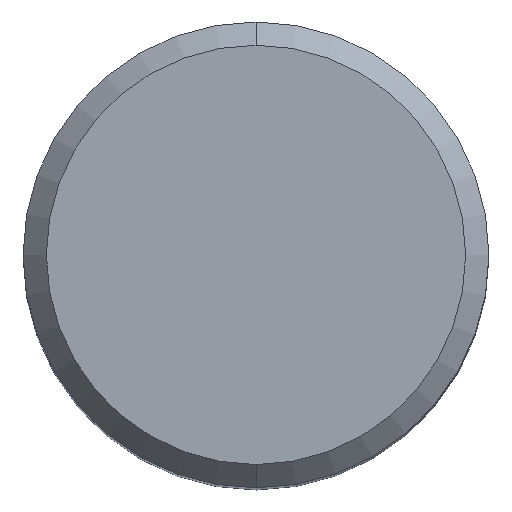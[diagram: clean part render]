
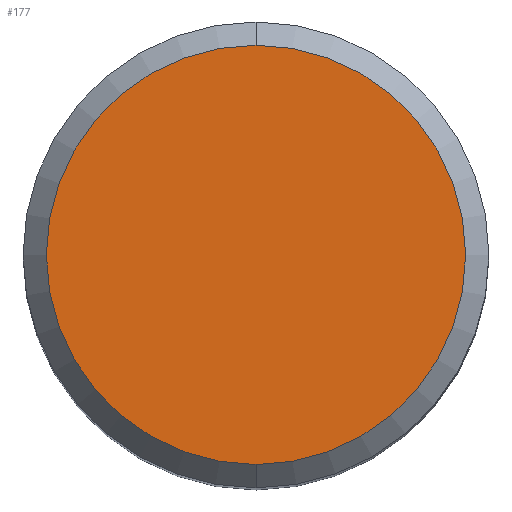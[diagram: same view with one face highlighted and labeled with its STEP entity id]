
A CAD part, top view. The second image highlights one B-rep face of the part: STEP entity #177.
In plain terms, the highlighted planar face has unit normal (0, 0, 1).
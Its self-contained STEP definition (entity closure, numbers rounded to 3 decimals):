
#177=ADVANCED_FACE('',(#476),#477,.T.);
#267=EDGE_CURVE('',#323,#295,#576,.T.);
#295=VERTEX_POINT('',#608);
#323=VERTEX_POINT('',#642);
#333=EDGE_CURVE('',#295,#323,#652,.T.);
#476=FACE_OUTER_BOUND('',#825,.T.);
#477=PLANE('',#826);
#576=CIRCLE('',#1112,7.2);
#608=CARTESIAN_POINT('',(0.,-7.2,0.0));
#642=CARTESIAN_POINT('',(0.0,7.2,0.0));
#652=CIRCLE('',#1250,7.2);
#825=EDGE_LOOP('',(#1477,#1478));
#826=AXIS2_PLACEMENT_3D('',#1479,#1480,#1481);
#1112=AXIS2_PLACEMENT_3D('',#1583,#1584,#1585);
#1250=AXIS2_PLACEMENT_3D('',#1697,#1698,#1699);
#1477=ORIENTED_EDGE('',*,*,#267,.F.);
#1478=ORIENTED_EDGE('',*,*,#333,.F.);
#1479=CARTESIAN_POINT('',(0.0,3.6,0.0));
#1480=DIRECTION('',(-0.0,0.0,1.0));
#1481=DIRECTION('',(0.0,-1.0,0.0));
#1583=CARTESIAN_POINT('',(0.0,0.0,0.0));
#1584=DIRECTION('',(0.0,0.0,-1.0));
#1585=DIRECTION('',(0.0,1.0,0.0));
#1697=CARTESIAN_POINT('',(0.0,0.0,0.0));
#1698=DIRECTION('',(0.0,0.0,-1.0));
#1699=DIRECTION('',(0.0,1.0,0.0));
